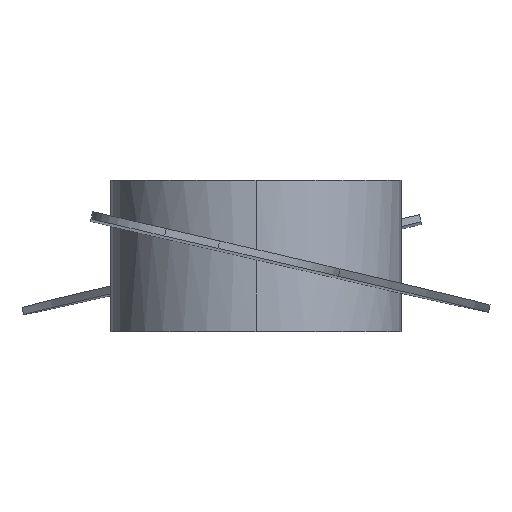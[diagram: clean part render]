
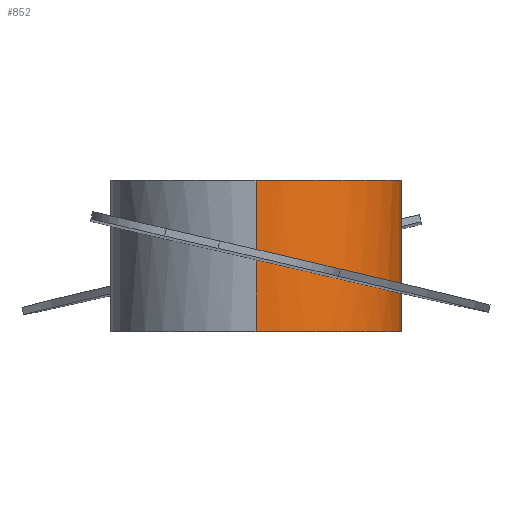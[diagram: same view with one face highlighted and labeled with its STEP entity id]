
A CAD part, top view. The second image highlights one B-rep face of the part: STEP entity #852.
In plain terms, the highlighted cylindrical face has radius 5.75 mm (diameter 11.5 mm), a partial arc.
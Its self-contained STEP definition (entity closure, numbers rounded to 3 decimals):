
#16 = CARTESIAN_POINT ( 'NONE',  ( 4.644, 1.226, -3.39 ) ) ;
#25 = VERTEX_POINT ( 'NONE', #639 ) ;
#32 = CARTESIAN_POINT ( 'NONE',  ( 4.261, -1.138, 4.501 ) ) ;
#42 = CARTESIAN_POINT ( 'NONE',  ( 0., 0.154, 5.75 ) ) ;
#49 = ORIENTED_EDGE ( 'NONE', *, *, #718, .F. ) ;
#51 =( BOUNDED_CURVE ( )  B_SPLINE_CURVE ( 3, ( #386, #781, #450, #723 ),
 .UNSPECIFIED., .F., .F. ) 
 B_SPLINE_CURVE_WITH_KNOTS ( ( 4, 4 ),
 ( 1.571, 2.521 ),
 .UNSPECIFIED. ) 
 CURVE ( )  GEOMETRIC_REPRESENTATION_ITEM ( )  RATIONAL_B_SPLINE_CURVE ( ( 1., 0.926, 0.926, 1. ) ) 
 REPRESENTATION_ITEM ( '' )  );
#70 = VERTEX_POINT ( 'NONE', #42 ) ;
#94 = AXIS2_PLACEMENT_3D ( 'NONE', #214, #282, #281 ) ;
#109 = CARTESIAN_POINT ( 'NONE',  ( 0., 0.154, -5.75 ) ) ;
#120 = DIRECTION ( 'NONE',  ( 0., -1., 0. ) ) ;
#126 = CARTESIAN_POINT ( 'NONE',  ( 4.679, 0.926, -3.342 ) ) ;
#131 = CARTESIAN_POINT ( 'NONE',  ( 0., 3., -5.75 ) ) ;
#148 = VECTOR ( 'NONE', #855, 1000. ) ;
#156 = ORIENTED_EDGE ( 'NONE', *, *, #233, .F. ) ;
#174 = CARTESIAN_POINT ( 'NONE',  ( 4.656, 1.126, -3.374 ) ) ;
#176 = DIRECTION ( 'NONE',  ( 0., -1., 0. ) ) ;
#214 = CARTESIAN_POINT ( 'NONE',  ( 0., 3., 0. ) ) ;
#216 = EDGE_CURVE ( 'NONE', #25, #442, #815, .T. ) ;
#233 = EDGE_CURVE ( 'NONE', #678, #838, #748, .T. ) ;
#239 = EDGE_CURVE ( 'NONE', #687, #25, #530, .T. ) ;
#242 = CARTESIAN_POINT ( 'NONE',  ( 0., 3., 5.75 ) ) ;
#244 = CARTESIAN_POINT ( 'NONE',  ( 2.314, -0.688, 5.75 ) ) ;
#265 = CARTESIAN_POINT ( 'NONE',  ( 2.352, -0.389, 5.75 ) ) ;
#272 = ORIENTED_EDGE ( 'NONE', *, *, #561, .F. ) ;
#281 = DIRECTION ( 'NONE',  ( 0., 0., 1. ) ) ;
#282 = DIRECTION ( 'NONE',  ( 0., 1., 0. ) ) ;
#290 =( BOUNDED_CURVE ( )  B_SPLINE_CURVE ( 3, ( #749, #612, #827, #889 ),
 .UNSPECIFIED., .F., .T. ) 
 B_SPLINE_CURVE_WITH_KNOTS ( ( 4, 4 ),
 ( 1.571, 2.511 ),
 .UNSPECIFIED. ) 
 CURVE ( )  GEOMETRIC_REPRESENTATION_ITEM ( )  RATIONAL_B_SPLINE_CURVE ( ( 1., 0.928, 0.928, 1. ) ) 
 REPRESENTATION_ITEM ( '' )  );
#301 = DIRECTION ( 'NONE',  ( 0., 0., 1. ) ) ;
#309 = EDGE_LOOP ( 'NONE', ( #608, #625, #272, #156, #682, #797, #437, #331, #465, #641, #49, #322 ) ) ;
#322 = ORIENTED_EDGE ( 'NONE', *, *, #216, .F. ) ;
#331 = ORIENTED_EDGE ( 'NONE', *, *, #603, .F. ) ;
#341 = VECTOR ( 'NONE', #743, 1000. ) ;
#348 = VERTEX_POINT ( 'NONE', #536 ) ;
#349 = CARTESIAN_POINT ( 'NONE',  ( 0., 3., 5.75 ) ) ;
#383 = CARTESIAN_POINT ( 'NONE',  ( 0., -0.154, 5.75 ) ) ;
#386 = CARTESIAN_POINT ( 'NONE',  ( 0., -0.154, -5.75 ) ) ;
#410 = CYLINDRICAL_SURFACE ( 'NONE', #884, 5.75 ) ;
#413 = CARTESIAN_POINT ( 'NONE',  ( 5.226, -1.361, 2.398 ) ) ;
#423 = EDGE_CURVE ( 'NONE', #678, #844, #439, .T. ) ;
#433 = CARTESIAN_POINT ( 'NONE',  ( 0., -3., -5.75 ) ) ;
#437 = ORIENTED_EDGE ( 'NONE', *, *, #791, .T. ) ;
#439 =( BOUNDED_CURVE ( )  B_SPLINE_CURVE ( 3, ( #711, #32, #244, #383 ),
 .UNSPECIFIED., .F., .T. ) 
 B_SPLINE_CURVE_WITH_KNOTS ( ( 4, 4 ),
 ( 0.43, 1.571 ),
 .UNSPECIFIED. ) 
 CURVE ( )  GEOMETRIC_REPRESENTATION_ITEM ( )  RATIONAL_B_SPLINE_CURVE ( ( 1., 0.894, 0.894, 1. ) ) 
 REPRESENTATION_ITEM ( '' )  );
#441 = CARTESIAN_POINT ( 'NONE',  ( 4.644, 1.226, -3.39 ) ) ;
#442 = VERTEX_POINT ( 'NONE', #109 ) ;
#450 = CARTESIAN_POINT ( 'NONE',  ( 3.578, 0.672, -4.883 ) ) ;
#463 = CARTESIAN_POINT ( 'NONE',  ( 4.322, -0.844, 4.463 ) ) ;
#465 = ORIENTED_EDGE ( 'NONE', *, *, #549, .T. ) ;
#472 = CARTESIAN_POINT ( 'NONE',  ( 0., 3., -5.75 ) ) ;
#501 = CARTESIAN_POINT ( 'NONE',  ( 0., -0.154, -5.75 ) ) ;
#506 = CARTESIAN_POINT ( 'NONE',  ( 4.667, 1.026, -3.358 ) ) ;
#518 = VECTOR ( 'NONE', #120, 1000. ) ;
#530 = CIRCLE ( 'NONE', #94, 5.75 ) ;
#536 = CARTESIAN_POINT ( 'NONE',  ( 0., -3., 5.75 ) ) ;
#549 = EDGE_CURVE ( 'NONE', #830, #594, #51, .T. ) ;
#553 =( BOUNDED_CURVE ( )  B_SPLINE_CURVE ( 3, ( #441, #174, #506, #640 ),
 .UNSPECIFIED., .F., .T. ) 
 B_SPLINE_CURVE_WITH_KNOTS ( ( 4, 4 ),
 ( 5.023, 5.033 ),
 .UNSPECIFIED. ) 
 CURVE ( )  GEOMETRIC_REPRESENTATION_ITEM ( )  RATIONAL_B_SPLINE_CURVE ( ( 1., 1., 1., 1. ) ) 
 REPRESENTATION_ITEM ( '' )  );
#561 = EDGE_CURVE ( 'NONE', #838, #70, #713, .T. ) ;
#570 = LINE ( 'NONE', #876, #518 ) ;
#581 = CARTESIAN_POINT ( 'NONE',  ( 0., 3., 0. ) ) ;
#587 = LINE ( 'NONE', #131, #680 ) ;
#594 = VERTEX_POINT ( 'NONE', #126 ) ;
#602 = CARTESIAN_POINT ( 'NONE',  ( 5.266, -1.062, 2.309 ) ) ;
#603 = EDGE_CURVE ( 'NONE', #830, #784, #587, .T. ) ;
#608 = ORIENTED_EDGE ( 'NONE', *, *, #239, .F. ) ;
#612 = CARTESIAN_POINT ( 'NONE',  ( 1.872, 0.586, -5.75 ) ) ;
#625 = ORIENTED_EDGE ( 'NONE', *, *, #642, .T. ) ;
#631 = CARTESIAN_POINT ( 'NONE',  ( 0., -3., 0. ) ) ;
#639 = CARTESIAN_POINT ( 'NONE',  ( 0., 3., -5.75 ) ) ;
#640 = CARTESIAN_POINT ( 'NONE',  ( 4.679, 0.926, -3.342 ) ) ;
#641 = ORIENTED_EDGE ( 'NONE', *, *, #854, .F. ) ;
#642 = EDGE_CURVE ( 'NONE', #687, #70, #570, .T. ) ;
#659 = DIRECTION ( 'NONE',  ( 0., -1., 0. ) ) ;
#662 = CARTESIAN_POINT ( 'NONE',  ( 0., 0.154, 5.75 ) ) ;
#674 = CARTESIAN_POINT ( 'NONE',  ( 5.266, -1.062, 2.309 ) ) ;
#677 = AXIS2_PLACEMENT_3D ( 'NONE', #631, #693, #301 ) ;
#678 = VERTEX_POINT ( 'NONE', #413 ) ;
#680 = VECTOR ( 'NONE', #659, 1000. ) ;
#682 = ORIENTED_EDGE ( 'NONE', *, *, #423, .T. ) ;
#687 = VERTEX_POINT ( 'NONE', #349 ) ;
#692 = CARTESIAN_POINT ( 'NONE',  ( 0., -0.154, 5.75 ) ) ;
#693 = DIRECTION ( 'NONE',  ( 0., 1., 0. ) ) ;
#711 = CARTESIAN_POINT ( 'NONE',  ( 5.226, -1.361, 2.398 ) ) ;
#713 =( BOUNDED_CURVE ( )  B_SPLINE_CURVE ( 3, ( #602, #463, #265, #662 ),
 .UNSPECIFIED., .F., .F. ) 
 B_SPLINE_CURVE_WITH_KNOTS ( ( 4, 4 ),
 ( 0.413, 1.571 ),
 .UNSPECIFIED. ) 
 CURVE ( )  GEOMETRIC_REPRESENTATION_ITEM ( )  RATIONAL_B_SPLINE_CURVE ( ( 1., 0.891, 0.891, 1. ) ) 
 REPRESENTATION_ITEM ( '' )  );
#718 = EDGE_CURVE ( 'NONE', #442, #767, #290, .T. ) ;
#723 = CARTESIAN_POINT ( 'NONE',  ( 4.679, 0.926, -3.342 ) ) ;
#743 = DIRECTION ( 'NONE',  ( 0., -1., 0. ) ) ;
#748 = B_SPLINE_CURVE_WITH_KNOTS ( 'NONE', 3,
 ( #823, #758, #882, #674 ),
 .UNSPECIFIED., .F., .F.,
 ( 4, 4 ),
 ( 0., 0. ),
 .UNSPECIFIED. ) ;
#749 = CARTESIAN_POINT ( 'NONE',  ( 0., 0.154, -5.75 ) ) ;
#751 = LINE ( 'NONE', #242, #148 ) ;
#758 = CARTESIAN_POINT ( 'NONE',  ( 5.24, -1.261, 2.368 ) ) ;
#767 = VERTEX_POINT ( 'NONE', #16 ) ;
#780 = DIRECTION ( 'NONE',  ( 0., 0., -1. ) ) ;
#781 = CARTESIAN_POINT ( 'NONE',  ( 1.894, 0.283, -5.75 ) ) ;
#784 = VERTEX_POINT ( 'NONE', #433 ) ;
#788 = CIRCLE ( 'NONE', #677, 5.75 ) ;
#791 = EDGE_CURVE ( 'NONE', #348, #784, #788, .T. ) ;
#797 = ORIENTED_EDGE ( 'NONE', *, *, #896, .T. ) ;
#815 = LINE ( 'NONE', #472, #341 ) ;
#823 = CARTESIAN_POINT ( 'NONE',  ( 5.226, -1.361, 2.398 ) ) ;
#827 = CARTESIAN_POINT ( 'NONE',  ( 3.541, 0.971, -4.902 ) ) ;
#830 = VERTEX_POINT ( 'NONE', #501 ) ;
#838 = VERTEX_POINT ( 'NONE', #847 ) ;
#844 = VERTEX_POINT ( 'NONE', #692 ) ;
#847 = CARTESIAN_POINT ( 'NONE',  ( 5.266, -1.062, 2.309 ) ) ;
#852 = ADVANCED_FACE ( 'NONE', ( #894 ), #410, .T. ) ;
#854 = EDGE_CURVE ( 'NONE', #767, #594, #553, .T. ) ;
#855 = DIRECTION ( 'NONE',  ( 0., -1., 0. ) ) ;
#876 = CARTESIAN_POINT ( 'NONE',  ( 0., 3., 5.75 ) ) ;
#882 = CARTESIAN_POINT ( 'NONE',  ( 5.253, -1.161, 2.339 ) ) ;
#884 = AXIS2_PLACEMENT_3D ( 'NONE', #581, #176, #780 ) ;
#889 = CARTESIAN_POINT ( 'NONE',  ( 4.644, 1.226, -3.39 ) ) ;
#894 = FACE_OUTER_BOUND ( 'NONE', #309, .T. ) ;
#896 = EDGE_CURVE ( 'NONE', #844, #348, #751, .T. ) ;
